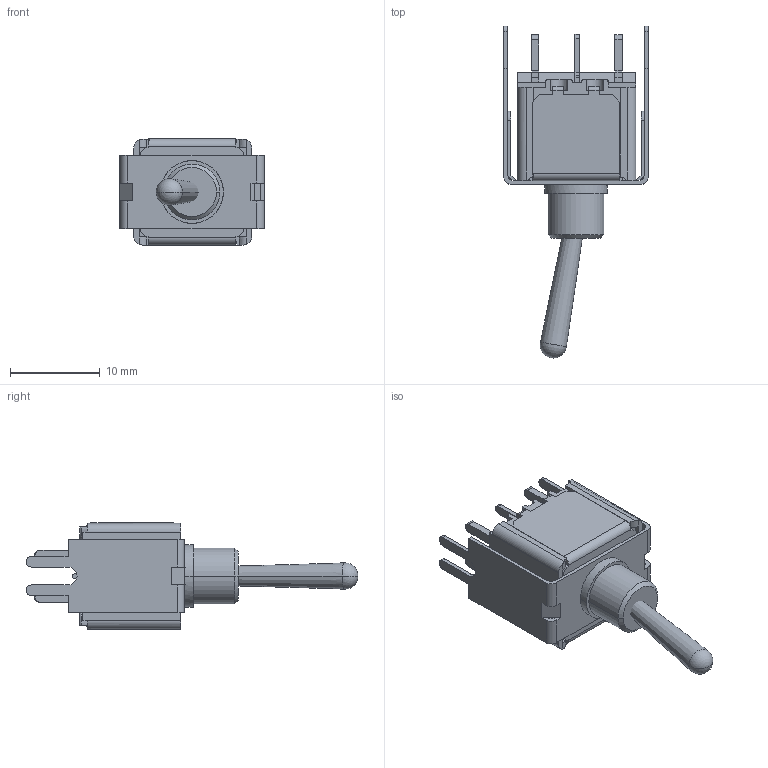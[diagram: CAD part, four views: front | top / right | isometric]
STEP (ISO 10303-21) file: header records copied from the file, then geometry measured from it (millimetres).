
FILE_DESCRIPTION((''),'2;1');
FILE_NAME('5242YCDB','2014-12-15T',('brevel'),(''),'PRO/ENGINEER BY PARAMETRIC TECHNOLOGY CORPORATION, 2013410','PRO/ENGINEER BY PARAMETRIC TECHNOLOGY CORPORATION, 2013410','');
FILE_SCHEMA(('CONFIG_CONTROL_DESIGN'));
Length unit declared in the file: millimetre
Products named in the file (1): 5242YCDB
Bounding box: 16.15 x 37.08 x 11.85 mm (x, y, z)
Surface area: 2554.6 mm2 (no closed solid volume)
Topology: 0 solids, 12 shells, 277 faces, 816 edges, 543 vertices
Faces by surface type: plane 215, cylinder 52, torus 4, cone 4, sphere 2
Entity records: 9244 total; most frequent: CARTESIAN_POINT 1824, ORIENTED_EDGE 1518, DIRECTION 1498, EDGE_CURVE 814, VECTOR 640, LINE 640, VERTEX_POINT 543, AXIS2_PLACEMENT_3D 429
